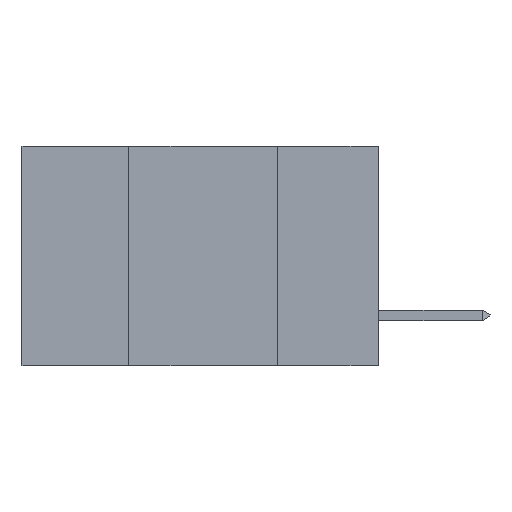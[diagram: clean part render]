
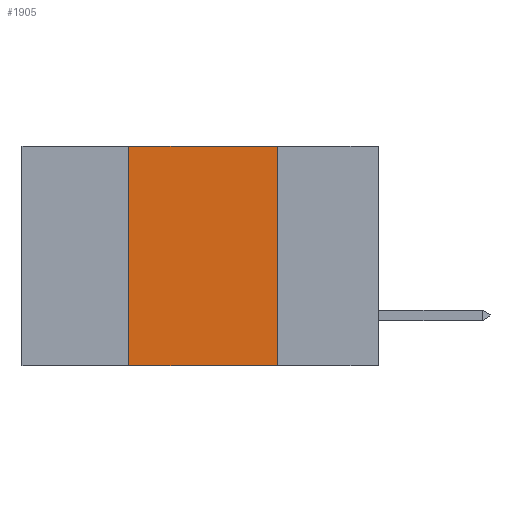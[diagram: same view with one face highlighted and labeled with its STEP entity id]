
A CAD part, left-side view. The second image highlights one B-rep face of the part: STEP entity #1905.
In plain terms, the highlighted planar face has unit normal (-1, 0, 0).
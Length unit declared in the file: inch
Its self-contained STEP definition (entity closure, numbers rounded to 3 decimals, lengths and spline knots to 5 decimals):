
#15 = CARTESIAN_POINT ( 'NONE',  ( 0., 0.6, 0. ) ) ;
#161 = CARTESIAN_POINT ( 'NONE',  ( 0., 0.6, -0.37 ) ) ;
#202 = VECTOR ( 'NONE', #864, 39.37008 ) ;
#864 = DIRECTION ( 'NONE',  ( 0., 0., -1. ) ) ;
#1905 = ADVANCED_FACE ( 'NONE', ( #8960 ), #4711, .F. ) ;
#1952 = VECTOR ( 'NONE', #9504, 39.37008 ) ;
#2525 = ORIENTED_EDGE ( 'NONE', *, *, #6058, .F. ) ;
#2533 = DIRECTION ( 'NONE',  ( 0., -1., 0. ) ) ;
#2826 = CARTESIAN_POINT ( 'NONE',  ( 0., 0.42, -0.37 ) ) ;
#3290 = EDGE_CURVE ( 'NONE', #6675, #13426, #11222, .T. ) ;
#3503 = CARTESIAN_POINT ( 'NONE',  ( 0., 0.6, 0. ) ) ;
#3645 = DIRECTION ( 'NONE',  ( 1., 0., 0. ) ) ;
#3867 = ORIENTED_EDGE ( 'NONE', *, *, #11161, .T. ) ;
#4345 = CARTESIAN_POINT ( 'NONE',  ( 0., 0.17, -0.37 ) ) ;
#4557 = EDGE_CURVE ( 'NONE', #13426, #11022, #6662, .T. ) ;
#4711 = PLANE ( 'NONE',  #6486 ) ;
#5120 = VECTOR ( 'NONE', #2533, 39.37008 ) ;
#5814 = CARTESIAN_POINT ( 'NONE',  ( 0., 0.42, 0. ) ) ;
#6058 = EDGE_CURVE ( 'NONE', #11022, #10607, #13257, .T. ) ;
#6486 = AXIS2_PLACEMENT_3D ( 'NONE', #3503, #3645, #12810 ) ;
#6571 = LINE ( 'NONE', #161, #5120 ) ;
#6662 = LINE ( 'NONE', #15, #1952 ) ;
#6675 = VERTEX_POINT ( 'NONE', #10546 ) ;
#7445 = VECTOR ( 'NONE', #10924, 39.37008 ) ;
#8119 = CARTESIAN_POINT ( 'NONE',  ( 0., 0.17, 0. ) ) ;
#8397 = CARTESIAN_POINT ( 'NONE',  ( 0., 0.17, -0.37 ) ) ;
#8960 = FACE_OUTER_BOUND ( 'NONE', #11025, .T. ) ;
#9504 = DIRECTION ( 'NONE',  ( 0., -1., 0. ) ) ;
#10546 = CARTESIAN_POINT ( 'NONE',  ( 0., 0.42, -0.37 ) ) ;
#10607 = VERTEX_POINT ( 'NONE', #8397 ) ;
#10924 = DIRECTION ( 'NONE',  ( 0., 0., 1. ) ) ;
#11022 = VERTEX_POINT ( 'NONE', #8119 ) ;
#11025 = EDGE_LOOP ( 'NONE', ( #2525, #11419, #12488, #3867 ) ) ;
#11161 = EDGE_CURVE ( 'NONE', #6675, #10607, #6571, .T. ) ;
#11222 = LINE ( 'NONE', #2826, #7445 ) ;
#11419 = ORIENTED_EDGE ( 'NONE', *, *, #4557, .F. ) ;
#12488 = ORIENTED_EDGE ( 'NONE', *, *, #3290, .F. ) ;
#12810 = DIRECTION ( 'NONE',  ( 0., 0., -1. ) ) ;
#13257 = LINE ( 'NONE', #4345, #202 ) ;
#13426 = VERTEX_POINT ( 'NONE', #5814 ) ;
